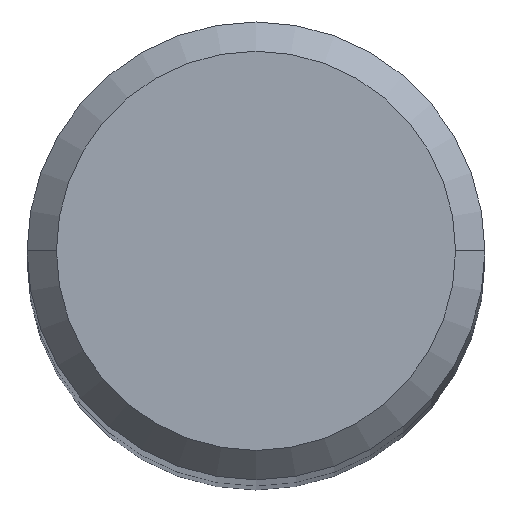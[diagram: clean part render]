
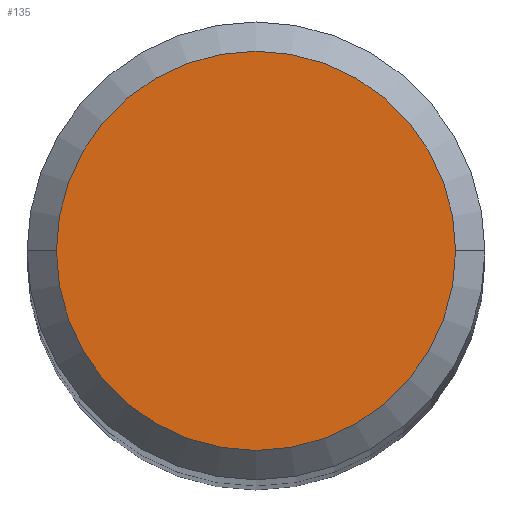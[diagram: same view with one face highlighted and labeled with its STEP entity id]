
A CAD part, top view. The second image highlights one B-rep face of the part: STEP entity #135.
In plain terms, the highlighted planar face has unit normal (0, 0, 1).
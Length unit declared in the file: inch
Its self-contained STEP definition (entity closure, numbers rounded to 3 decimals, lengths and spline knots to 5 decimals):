
#9 = DIRECTION ( 'NONE',  ( 0., 0., 1. ) ) ;
#11 = ORIENTED_EDGE ( 'NONE', *, *, #362, .T. ) ;
#32 = DIRECTION ( 'NONE',  ( 0., 0., -1. ) ) ;
#36 = CARTESIAN_POINT ( 'NONE',  ( 0., 0., 0. ) ) ;
#37 = DIRECTION ( 'NONE',  ( 0., 0., 1. ) ) ;
#61 = PLANE ( 'NONE',  #197 ) ;
#65 = CIRCLE ( 'NONE', #83, 0.13625 ) ;
#68 = DIRECTION ( 'NONE',  ( 1., 0., 0. ) ) ;
#72 = DIRECTION ( 'NONE',  ( 1., 0., 0. ) ) ;
#83 = AXIS2_PLACEMENT_3D ( 'NONE', #36, #9, #68 ) ;
#96 = CIRCLE ( 'NONE', #129, 0.13625 ) ;
#101 = VERTEX_POINT ( 'NONE', #300 ) ;
#104 = CARTESIAN_POINT ( 'NONE',  ( 0., 0., 0. ) ) ;
#129 = AXIS2_PLACEMENT_3D ( 'NONE', #104, #37, #72 ) ;
#135 = ADVANCED_FACE ( 'NONE', ( #153 ), #61, .F. ) ;
#153 = FACE_OUTER_BOUND ( 'NONE', #292, .T. ) ;
#155 = CARTESIAN_POINT ( 'NONE',  ( 0., 0.13625, 0. ) ) ;
#197 = AXIS2_PLACEMENT_3D ( 'NONE', #155, #32, #212 ) ;
#202 = VERTEX_POINT ( 'NONE', #364 ) ;
#212 = DIRECTION ( 'NONE',  ( -1., 0., 0. ) ) ;
#292 = EDGE_LOOP ( 'NONE', ( #11, #348 ) ) ;
#300 = CARTESIAN_POINT ( 'NONE',  ( 0.13625, 0., 0. ) ) ;
#346 = EDGE_CURVE ( 'NONE', #101, #202, #65, .T. ) ;
#348 = ORIENTED_EDGE ( 'NONE', *, *, #346, .T. ) ;
#362 = EDGE_CURVE ( 'NONE', #202, #101, #96, .T. ) ;
#364 = CARTESIAN_POINT ( 'NONE',  ( -0.13625, 0., 0. ) ) ;
